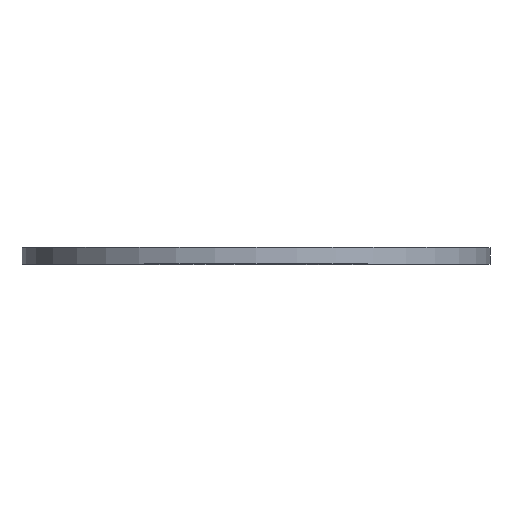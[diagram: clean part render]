
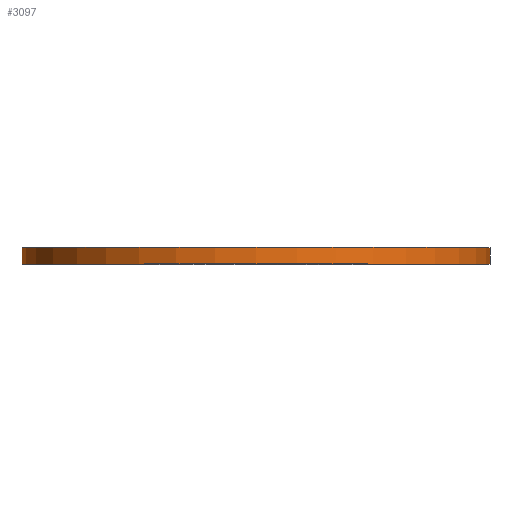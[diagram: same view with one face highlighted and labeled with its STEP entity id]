
A CAD part, top view. The second image highlights one B-rep face of the part: STEP entity #3097.
In plain terms, the highlighted cylindrical face has radius 70 mm (diameter 140 mm), a partial arc.
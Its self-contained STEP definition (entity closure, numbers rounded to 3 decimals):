
#7=CARTESIAN_POINT('',(0.,0.,0.));
#8=DIRECTION('',(0.,1.,0.));
#9=DIRECTION('',(-1.,0.,0.));
#10=AXIS2_PLACEMENT_3D('',#7,#8,#9);
#682=DIRECTION('',(0.,1.,0.));
#683=VECTOR('',#682,5.);
#684=CARTESIAN_POINT('',(70.,0.,0.));
#685=LINE('',#684,#683);
#686=DIRECTION('',(0.,1.,0.));
#687=VECTOR('',#686,5.);
#688=CARTESIAN_POINT('',(-70.,0.,0.));
#689=LINE('',#688,#687);
#695=CARTESIAN_POINT('',(0.,5.,0.));
#696=DIRECTION('',(0.,1.,0.));
#697=DIRECTION('',(-1.,0.,0.));
#698=AXIS2_PLACEMENT_3D('',#695,#696,#697);
#2092=CARTESIAN_POINT('',(70.,0.,0.));
#2093=CARTESIAN_POINT('',(-70.,0.,0.));
#2094=VERTEX_POINT('',#2092);
#2095=VERTEX_POINT('',#2093);
#2096=CARTESIAN_POINT('',(70.,5.,0.));
#2097=CARTESIAN_POINT('',(-70.,5.,0.));
#2098=VERTEX_POINT('',#2096);
#2099=VERTEX_POINT('',#2097);
#3085=CARTESIAN_POINT('',(0.,0.,0.));
#3086=DIRECTION('',(0.,1.,0.));
#3087=DIRECTION('',(1.,0.,0.));
#3088=AXIS2_PLACEMENT_3D('',#3085,#3086,#3087);
#3089=CYLINDRICAL_SURFACE('',#3088,70.);
#3090=ORIENTED_EDGE('',*,*,#2739,.F.);
#3091=ORIENTED_EDGE('',*,*,#3080,.T.);
#3093=ORIENTED_EDGE('',*,*,#3092,.T.);
#3094=ORIENTED_EDGE('',*,*,#3076,.F.);
#3095=EDGE_LOOP('',(#3090,#3091,#3093,#3094));
#3096=FACE_OUTER_BOUND('',#3095,.F.);
#3097=ADVANCED_FACE('',(#3096),#3089,.T.);
#11=CIRCLE('',#10,70.);
#699=CIRCLE('',#698,70.);
#2739=EDGE_CURVE('',#2095,#2094,#11,.T.);
#3076=EDGE_CURVE('',#2094,#2098,#685,.T.);
#3080=EDGE_CURVE('',#2095,#2099,#689,.T.);
#3092=EDGE_CURVE('',#2099,#2098,#699,.T.);
